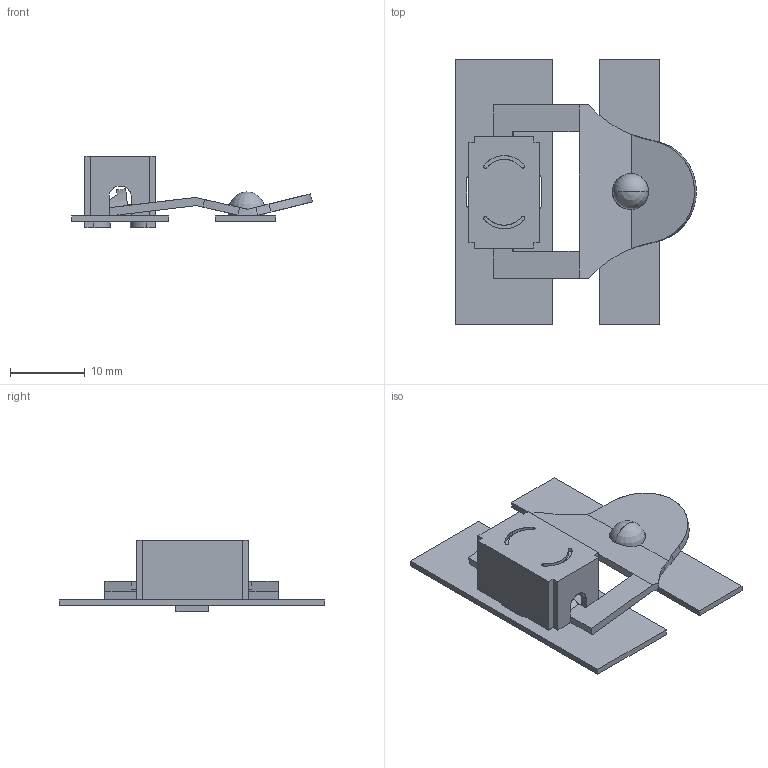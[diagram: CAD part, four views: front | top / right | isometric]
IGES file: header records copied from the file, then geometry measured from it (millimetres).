
Start section: SolidWorks IGES file using analytic representation for surfaces
Global section: file name: C-191.IGS; native system: SolidWorks 2010; preprocessor: SolidWorks 2010; author: bmms01; date: 130606.111024; units: millimetre
Bounding box: 32.2 x 35.5 x 9.6 mm (x, y, z)
Surface area: 3579.8 mm2 (no closed solid volume)
Topology: 0 solids, 0 shells, 149 faces, 1291 edges, 1289 vertices
Faces by surface type: bspline 102, revolution 47
